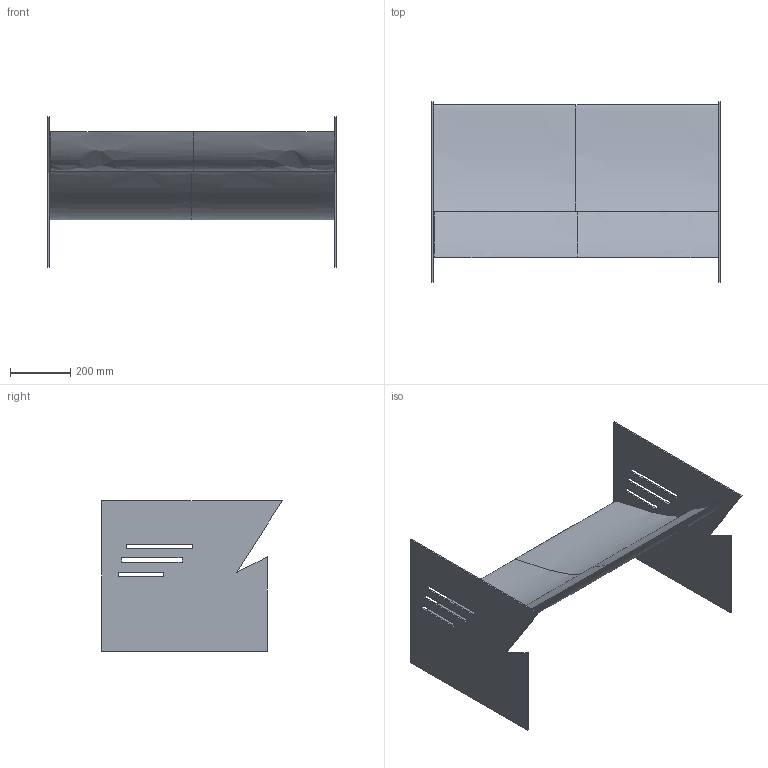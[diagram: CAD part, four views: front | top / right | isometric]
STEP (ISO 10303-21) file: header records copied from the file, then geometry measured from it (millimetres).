
FILE_DESCRIPTION(('CATIA V5 STEP Exchange'),'2;1');
FILE_NAME('rearwing.stp','2018-11-21T17:11:29+00:00',('none'),('none'),'CATIA Version 5 Release 17 (IN-10)','CATIA V5 STEP AP203','none');
FILE_SCHEMA(('CONFIG_CONTROL_DESIGN'));
Length unit declared in the file: millimetre
Products named in the file (1): rearwing
Assembly tree (6 placements, depth 2):
  rearwing
    #56
    #2089
    #4122
    #6155
    #8188
    #8837
Bounding box: 960 x 600 x 500 mm (x, y, z)
Volume: 19882076.4 mm3; surface area: 2890804.4 mm2
Topology: 7 solids, 7 shells, 80 faces, 190 edges, 124 vertices
Faces by surface type: plane 72, bspline 8
Entity records: 10089 total; most frequent: CARTESIAN_POINT 8122, ORIENTED_EDGE 380, DIRECTION 330, EDGE_CURVE 190, VECTOR 162, LINE 162, VERTEX_POINT 124, EDGE_LOOP 98
